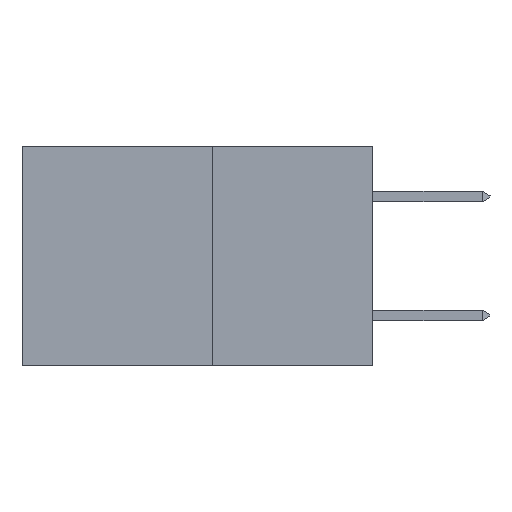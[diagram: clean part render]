
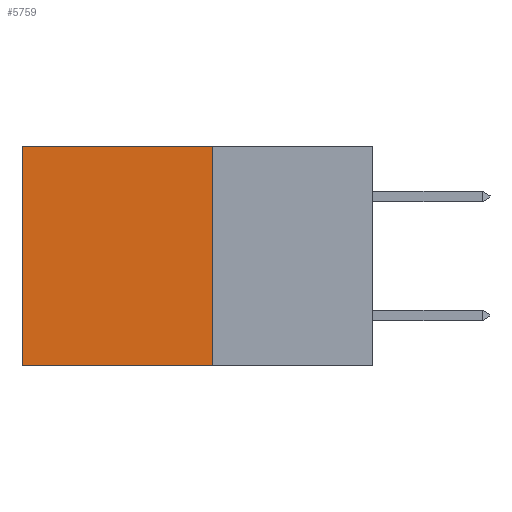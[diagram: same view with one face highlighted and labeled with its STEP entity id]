
A CAD part, left-side view. The second image highlights one B-rep face of the part: STEP entity #5759.
In plain terms, the highlighted planar face has unit normal (-1, 0, 0).
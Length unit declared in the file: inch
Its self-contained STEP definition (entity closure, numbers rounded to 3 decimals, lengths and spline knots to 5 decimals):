
#1424 = DIRECTION ( 'NONE',  ( 0., 1., 0. ) ) ;
#2018 = VECTOR ( 'NONE', #8296, 39.37008 ) ;
#2183 = CARTESIAN_POINT ( 'NONE',  ( 0.277, 0.59, -0.37 ) ) ;
#2374 = EDGE_CURVE ( 'NONE', #27590, #3649, #6248, .T. ) ;
#3649 = VERTEX_POINT ( 'NONE', #15799 ) ;
#4362 = DIRECTION ( 'NONE',  ( 1., 0., 0. ) ) ;
#4780 = EDGE_CURVE ( 'NONE', #27590, #6405, #14468, .T. ) ;
#5006 = VECTOR ( 'NONE', #1424, 39.37008 ) ;
#5759 = ADVANCED_FACE ( 'NONE', ( #10930 ), #13199, .F. ) ;
#5761 = VERTEX_POINT ( 'NONE', #2183 ) ;
#6248 = LINE ( 'NONE', #24454, #13577 ) ;
#6393 = DIRECTION ( 'NONE',  ( 0., 0., -1. ) ) ;
#6405 = VERTEX_POINT ( 'NONE', #19621 ) ;
#6878 = ORIENTED_EDGE ( 'NONE', *, *, #28032, .T. ) ;
#7250 = CARTESIAN_POINT ( 'NONE',  ( 0.277, 0.27, 0. ) ) ;
#7938 = CARTESIAN_POINT ( 'NONE',  ( 0.277, 0.27, -0.37 ) ) ;
#7994 = LINE ( 'NONE', #26157, #18986 ) ;
#8296 = DIRECTION ( 'NONE',  ( 0., 0., -1. ) ) ;
#10930 = FACE_OUTER_BOUND ( 'NONE', #21797, .T. ) ;
#11402 = DIRECTION ( 'NONE',  ( 0., 1., 0. ) ) ;
#12318 = ORIENTED_EDGE ( 'NONE', *, *, #22459, .F. ) ;
#13199 = PLANE ( 'NONE',  #27999 ) ;
#13577 = VECTOR ( 'NONE', #11402, 39.37008 ) ;
#14468 = LINE ( 'NONE', #17072, #2018 ) ;
#15799 = CARTESIAN_POINT ( 'NONE',  ( 0.277, 0.59, 0. ) ) ;
#16193 = ORIENTED_EDGE ( 'NONE', *, *, #4780, .F. ) ;
#17072 = CARTESIAN_POINT ( 'NONE',  ( 0.277, 0.27, -0.37 ) ) ;
#17589 = CARTESIAN_POINT ( 'NONE',  ( 0.277, 0.27, -0.37 ) ) ;
#18986 = VECTOR ( 'NONE', #6393, 39.37008 ) ;
#19621 = CARTESIAN_POINT ( 'NONE',  ( 0.277, 0.27, -0.37 ) ) ;
#19742 = DIRECTION ( 'NONE',  ( 0., 0., -1. ) ) ;
#21797 = EDGE_LOOP ( 'NONE', ( #6878, #12318, #16193, #24440 ) ) ;
#22459 = EDGE_CURVE ( 'NONE', #6405, #5761, #22527, .T. ) ;
#22527 = LINE ( 'NONE', #7938, #5006 ) ;
#24440 = ORIENTED_EDGE ( 'NONE', *, *, #2374, .T. ) ;
#24454 = CARTESIAN_POINT ( 'NONE',  ( 0.277, 0.27, 0. ) ) ;
#26157 = CARTESIAN_POINT ( 'NONE',  ( 0.277, 0.59, -0.37 ) ) ;
#27590 = VERTEX_POINT ( 'NONE', #7250 ) ;
#27999 = AXIS2_PLACEMENT_3D ( 'NONE', #17589, #4362, #19742 ) ;
#28032 = EDGE_CURVE ( 'NONE', #3649, #5761, #7994, .T. ) ;
